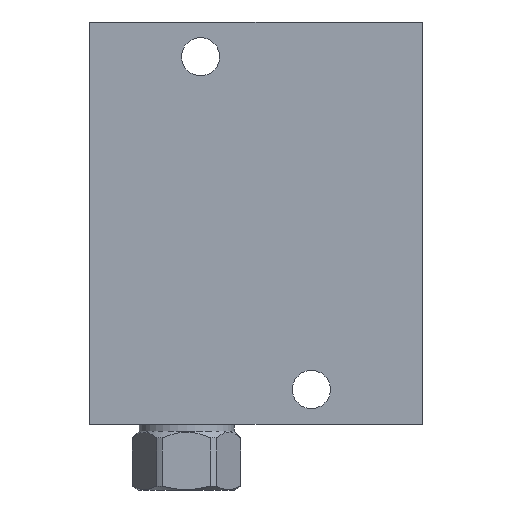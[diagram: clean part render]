
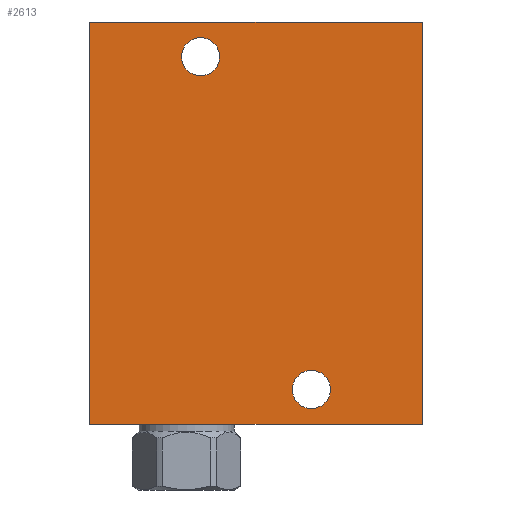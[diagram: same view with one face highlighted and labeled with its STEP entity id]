
A CAD part, front view. The second image highlights one B-rep face of the part: STEP entity #2613.
In plain terms, the highlighted planar face has unit normal (0, -1, 0).
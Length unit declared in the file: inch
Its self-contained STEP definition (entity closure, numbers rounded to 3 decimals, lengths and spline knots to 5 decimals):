
#5=DIRECTION('',(1.,0.,0.));
#6=VECTOR('',#5,3.);
#7=CARTESIAN_POINT('',(0.,-1.25,0.));
#8=LINE('',#7,#6);
#75=DIRECTION('',(0.,0.,1.));
#76=VECTOR('',#75,3.625);
#77=CARTESIAN_POINT('',(3.,-1.25,0.));
#78=LINE('',#77,#76);
#99=DIRECTION('',(0.,0.,1.));
#100=VECTOR('',#99,3.625);
#101=CARTESIAN_POINT('',(0.,-1.25,0.));
#102=LINE('',#101,#100);
#103=CARTESIAN_POINT('',(1.,-1.25,3.312));
#104=DIRECTION('',(0.,-1.,0.));
#105=DIRECTION('',(-1.,0.,0.));
#106=AXIS2_PLACEMENT_3D('',#103,#104,#105);
#108=CARTESIAN_POINT('',(1.,-1.25,3.312));
#109=DIRECTION('',(0.,-1.,0.));
#110=DIRECTION('',(1.,0.,0.));
#111=AXIS2_PLACEMENT_3D('',#108,#109,#110);
#113=CARTESIAN_POINT('',(2.,-1.25,0.312));
#114=DIRECTION('',(0.,-1.,0.));
#115=DIRECTION('',(-1.,0.,0.));
#116=AXIS2_PLACEMENT_3D('',#113,#114,#115);
#118=CARTESIAN_POINT('',(2.,-1.25,0.312));
#119=DIRECTION('',(0.,-1.,0.));
#120=DIRECTION('',(1.,0.,0.));
#121=AXIS2_PLACEMENT_3D('',#118,#119,#120);
#135=DIRECTION('',(1.,0.,0.));
#136=VECTOR('',#135,3.);
#137=CARTESIAN_POINT('',(0.,-1.25,3.625));
#138=LINE('',#137,#136);
#2204=CARTESIAN_POINT('',(0.,-1.25,0.));
#2206=VERTEX_POINT('',#2204);
#2207=CARTESIAN_POINT('',(3.,-1.25,0.));
#2208=VERTEX_POINT('',#2207);
#2212=CARTESIAN_POINT('',(0.,-1.25,3.625));
#2214=VERTEX_POINT('',#2212);
#2215=CARTESIAN_POINT('',(3.,-1.25,3.625));
#2216=VERTEX_POINT('',#2215);
#2372=CARTESIAN_POINT('',(0.828,-1.25,3.312));
#2373=CARTESIAN_POINT('',(1.172,-1.25,3.312));
#2374=VERTEX_POINT('',#2372);
#2375=VERTEX_POINT('',#2373);
#2380=CARTESIAN_POINT('',(1.828,-1.25,0.312));
#2381=CARTESIAN_POINT('',(2.172,-1.25,0.312));
#2382=VERTEX_POINT('',#2380);
#2383=VERTEX_POINT('',#2381);
#2589=CARTESIAN_POINT('',(0.,-1.25,0.));
#2590=DIRECTION('',(0.,-1.,0.));
#2591=DIRECTION('',(1.,0.,0.));
#2592=AXIS2_PLACEMENT_3D('',#2589,#2590,#2591);
#2593=PLANE('',#2592);
#2594=ORIENTED_EDGE('',*,*,#2495,.F.);
#2595=ORIENTED_EDGE('',*,*,#2520,.T.);
#2597=ORIENTED_EDGE('',*,*,#2596,.T.);
#2598=ORIENTED_EDGE('',*,*,#2569,.F.);
#2599=EDGE_LOOP('',(#2594,#2595,#2597,#2598));
#2600=FACE_OUTER_BOUND('',#2599,.F.);
#2602=ORIENTED_EDGE('',*,*,#2601,.T.);
#2604=ORIENTED_EDGE('',*,*,#2603,.T.);
#2605=EDGE_LOOP('',(#2602,#2604));
#2606=FACE_BOUND('',#2605,.F.);
#2608=ORIENTED_EDGE('',*,*,#2607,.T.);
#2610=ORIENTED_EDGE('',*,*,#2609,.T.);
#2611=EDGE_LOOP('',(#2608,#2610));
#2612=FACE_BOUND('',#2611,.F.);
#2613=ADVANCED_FACE('',(#2600,#2606,#2612),#2593,.T.);
#107=CIRCLE('',#106,0.172);
#112=CIRCLE('',#111,0.172);
#117=CIRCLE('',#116,0.172);
#122=CIRCLE('',#121,0.172);
#2495=EDGE_CURVE('',#2206,#2208,#8,.T.);
#2520=EDGE_CURVE('',#2206,#2214,#102,.T.);
#2569=EDGE_CURVE('',#2208,#2216,#78,.T.);
#2596=EDGE_CURVE('',#2214,#2216,#138,.T.);
#2601=EDGE_CURVE('',#2374,#2375,#107,.T.);
#2603=EDGE_CURVE('',#2375,#2374,#112,.T.);
#2607=EDGE_CURVE('',#2382,#2383,#117,.T.);
#2609=EDGE_CURVE('',#2383,#2382,#122,.T.);
